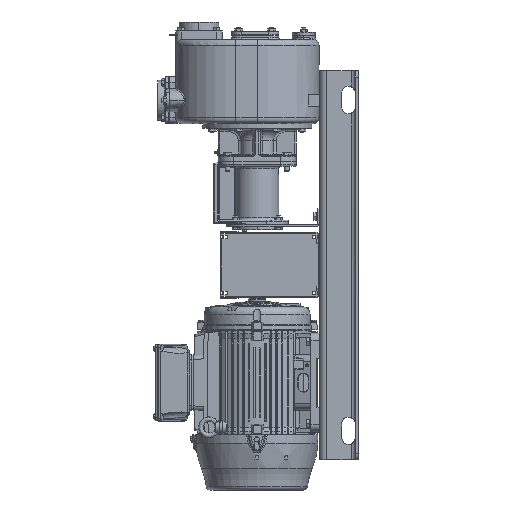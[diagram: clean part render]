
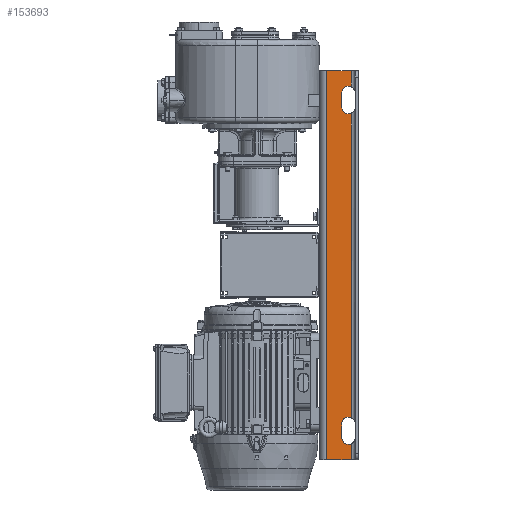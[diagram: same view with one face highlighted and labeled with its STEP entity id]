
A CAD part, left-side view. The second image highlights one B-rep face of the part: STEP entity #153693.
In plain terms, the highlighted planar face has unit normal (-1, 0, 0).
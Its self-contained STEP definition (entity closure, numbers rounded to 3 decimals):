
#8033=DIRECTION('',(0.,0.,-1.));
#8034=VECTOR('',#8033,1000.);
#8035=CARTESIAN_POINT('',(-185.,-18.,75.5));
#8036=LINE('',#8035,#8034);
#46365=DIRECTION('',(0.,0.,-1.));
#46366=VECTOR('',#46365,35.);
#46367=CARTESIAN_POINT('',(-185.,-57.,18.));
#46368=LINE('',#46367,#46366);
#46369=CARTESIAN_POINT('',(-185.,-74.5,-17.));
#46370=DIRECTION('',(1.,0.,0.));
#46371=DIRECTION('',(0.,-0.429,-0.904));
#46372=AXIS2_PLACEMENT_3D('',#46369,#46370,#46371);
#46374=DIRECTION('',(0.,0.,-1.));
#46375=VECTOR('',#46374,783.377);
#46376=CARTESIAN_POINT('',(-185.,-82.,-32.811));
#46377=LINE('',#46376,#46375);
#46378=CARTESIAN_POINT('',(-185.,-74.5,-832.));
#46379=DIRECTION('',(1.,0.,0.));
#46380=DIRECTION('',(0.,1.,0.));
#46381=AXIS2_PLACEMENT_3D('',#46378,#46379,#46380);
#46383=DIRECTION('',(0.,0.,-1.));
#46384=VECTOR('',#46383,35.);
#46385=CARTESIAN_POINT('',(-185.,-57.,-832.));
#46386=LINE('',#46385,#46384);
#46387=CARTESIAN_POINT('',(-185.,-74.5,-867.));
#46388=DIRECTION('',(1.,0.,0.));
#46389=DIRECTION('',(0.,-0.429,-0.904));
#46390=AXIS2_PLACEMENT_3D('',#46387,#46388,#46389);
#46392=DIRECTION('',(0.,0.,-1.));
#46393=VECTOR('',#46392,41.689);
#46394=CARTESIAN_POINT('',(-185.,-82.,-882.811));
#46395=LINE('',#46394,#46393);
#46396=DIRECTION('',(0.,0.,-1.));
#46397=VECTOR('',#46396,41.689);
#46398=CARTESIAN_POINT('',(-185.,-82.,75.5));
#46399=LINE('',#46398,#46397);
#46400=CARTESIAN_POINT('',(-185.,-74.5,18.));
#46401=DIRECTION('',(1.,0.,0.));
#46402=DIRECTION('',(0.,1.,0.));
#46403=AXIS2_PLACEMENT_3D('',#46400,#46401,#46402);
#46461=CARTESIAN_POINT('',(-185.,-82.,-32.811));
#46467=CARTESIAN_POINT('',(-185.,-82.,-816.189));
#46611=CARTESIAN_POINT('',(-185.,-82.,33.811));
#46846=DIRECTION('',(0.,1.,0.));
#46847=VECTOR('',#46846,64.);
#46848=CARTESIAN_POINT('',(-185.,-82.,75.5));
#46849=LINE('',#46848,#46847);
#46956=CARTESIAN_POINT('',(-185.,-82.,-882.811));
#47177=DIRECTION('',(0.,1.,0.));
#47178=VECTOR('',#47177,64.);
#47179=CARTESIAN_POINT('',(-185.,-82.,-924.5));
#47180=LINE('',#47179,#47178);
#114542=CARTESIAN_POINT('',(-185.,-82.,75.5));
#114544=VERTEX_POINT('',#114542);
#114545=CARTESIAN_POINT('',(-185.,-18.,75.5));
#114546=VERTEX_POINT('',#114545);
#114558=CARTESIAN_POINT('',(-185.,-82.,-924.5));
#114560=VERTEX_POINT('',#114558);
#114561=CARTESIAN_POINT('',(-185.,-18.,-924.5));
#114562=VERTEX_POINT('',#114561);
#114682=VERTEX_POINT('',#46461);
#114685=VERTEX_POINT('',#46611);
#114687=VERTEX_POINT('',#46956);
#114690=VERTEX_POINT('',#46467);
#114691=CARTESIAN_POINT('',(-185.,-57.,18.));
#114692=CARTESIAN_POINT('',(-185.,-57.,-17.));
#114693=VERTEX_POINT('',#114691);
#114694=VERTEX_POINT('',#114692);
#114695=CARTESIAN_POINT('',(-185.,-57.,-867.));
#114696=VERTEX_POINT('',#114695);
#114697=CARTESIAN_POINT('',(-185.,-57.,-832.));
#114698=VERTEX_POINT('',#114697);
#153664=CARTESIAN_POINT('',(-185.,-82.,75.5));
#153665=DIRECTION('',(-1.,0.,0.));
#153666=DIRECTION('',(0.,1.,0.));
#153667=AXIS2_PLACEMENT_3D('',#153664,#153665,#153666);
#153668=PLANE('',#153667);
#153669=ORIENTED_EDGE('',*,*,#153654,.T.);
#153671=ORIENTED_EDGE('',*,*,#153670,.F.);
#153673=ORIENTED_EDGE('',*,*,#153672,.T.);
#153675=ORIENTED_EDGE('',*,*,#153674,.F.);
#153677=ORIENTED_EDGE('',*,*,#153676,.T.);
#153679=ORIENTED_EDGE('',*,*,#153678,.F.);
#153681=ORIENTED_EDGE('',*,*,#153680,.T.);
#153683=ORIENTED_EDGE('',*,*,#153682,.T.);
#153684=ORIENTED_EDGE('',*,*,#120359,.F.);
#153686=ORIENTED_EDGE('',*,*,#153685,.F.);
#153688=ORIENTED_EDGE('',*,*,#153687,.T.);
#153690=ORIENTED_EDGE('',*,*,#153689,.F.);
#153691=EDGE_LOOP('',(#153669,#153671,#153673,#153675,#153677,#153679,#153681,
#153683,#153684,#153686,#153688,#153690));
#153692=FACE_OUTER_BOUND('',#153691,.F.);
#153693=ADVANCED_FACE('',(#153692),#153668,.T.);
#46373=CIRCLE('',#46372,17.5);
#46382=CIRCLE('',#46381,17.5);
#46391=CIRCLE('',#46390,17.5);
#46404=CIRCLE('',#46403,17.5);
#120359=EDGE_CURVE('',#114546,#114562,#8036,.T.);
#153654=EDGE_CURVE('',#114693,#114694,#46368,.T.);
#153670=EDGE_CURVE('',#114682,#114694,#46373,.T.);
#153672=EDGE_CURVE('',#114682,#114690,#46377,.T.);
#153674=EDGE_CURVE('',#114698,#114690,#46382,.T.);
#153676=EDGE_CURVE('',#114698,#114696,#46386,.T.);
#153678=EDGE_CURVE('',#114687,#114696,#46391,.T.);
#153680=EDGE_CURVE('',#114687,#114560,#46395,.T.);
#153682=EDGE_CURVE('',#114560,#114562,#47180,.T.);
#153685=EDGE_CURVE('',#114544,#114546,#46849,.T.);
#153687=EDGE_CURVE('',#114544,#114685,#46399,.T.);
#153689=EDGE_CURVE('',#114693,#114685,#46404,.T.);
